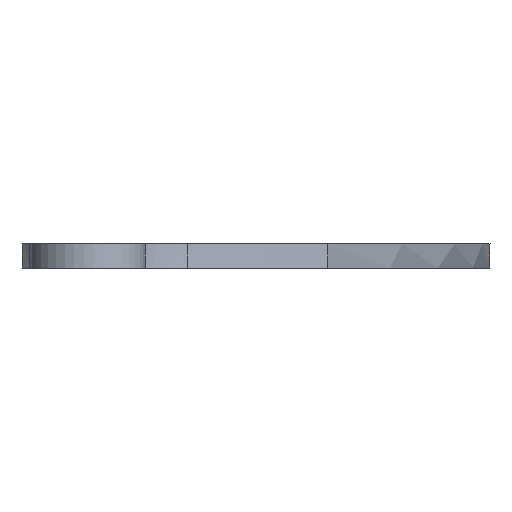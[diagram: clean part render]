
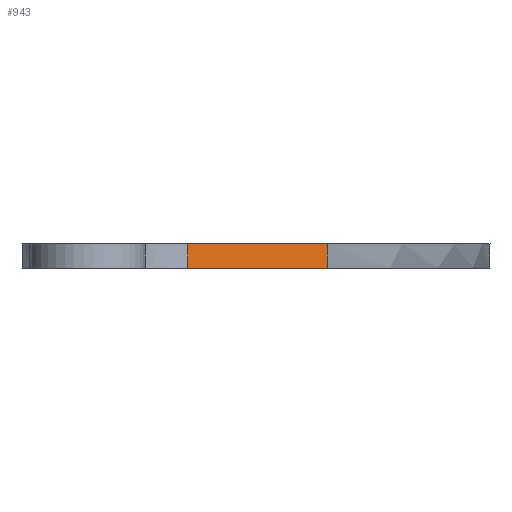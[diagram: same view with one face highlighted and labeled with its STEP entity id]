
A CAD part, left-side view. The second image highlights one B-rep face of the part: STEP entity #943.
In plain terms, the highlighted free-form (B-spline) face has degree [3, 1] with [12, 2] control points.
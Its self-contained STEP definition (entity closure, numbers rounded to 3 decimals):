
#31=B_SPLINE_SURFACE_WITH_KNOTS('',3,1,((#3279,#3280),(#3281,#3282),(#3283,
#3284),(#3285,#3286),(#3287,#3288),(#3289,#3290),(#3291,#3292),(#3293,#3294),
(#3295,#3296),(#3297,#3298),(#3299,#3300),(#3301,#3302)),.UNSPECIFIED.,
 .F.,.F.,.F.,(4,1,1,1,1,1,1,1,1,4),(2,2),(0.,1.917,3.834,
7.667,11.334,15.,16.212,17.423,
18.325,19.227),(0.,1.081),.UNSPECIFIED.);
#98=B_SPLINE_CURVE_WITH_KNOTS('',3,(#1965,#1966,#1967,#1968,#1969,#1970),
 .UNSPECIFIED.,.F.,.F.,(4,1,1,4),(-12.523,-12.416,-11.488,
-9.311),.UNSPECIFIED.);
#110=B_SPLINE_CURVE_WITH_KNOTS('',3,(#2886,#2887,#2888,#2889,#2890,#2891),
 .UNSPECIFIED.,.F.,.F.,(4,1,1,4),(-8.626,-5.158,-3.679,
-3.508),.UNSPECIFIED.);
#158=FACE_OUTER_BOUND('',#222,.T.);
#222=EDGE_LOOP('',(#860,#861,#862,#863));
#269=LINE('',#3063,#336);
#277=LINE('',#3162,#344);
#336=VECTOR('',#1115,10.);
#344=VECTOR('',#1125,10.);
#400=VERTEX_POINT('',#1550);
#415=VERTEX_POINT('',#1849);
#446=VERTEX_POINT('',#2869);
#447=VERTEX_POINT('',#2885);
#510=EDGE_CURVE('',#400,#415,#98,.T.);
#552=EDGE_CURVE('',#447,#446,#110,.T.);
#583=EDGE_CURVE('',#446,#400,#269,.T.);
#591=EDGE_CURVE('',#415,#447,#277,.T.);
#860=ORIENTED_EDGE('',*,*,#583,.T.);
#861=ORIENTED_EDGE('',*,*,#510,.T.);
#862=ORIENTED_EDGE('',*,*,#591,.T.);
#863=ORIENTED_EDGE('',*,*,#552,.T.);
#943=ADVANCED_FACE('',(#158),#31,.T.);
#1115=DIRECTION('',(0.,0.,-1.));
#1125=DIRECTION('',(0.,0.,1.));
#1550=CARTESIAN_POINT('',(70.883,92.557,0.));
#1849=CARTESIAN_POINT('',(92.086,56.255,0.));
#1965=CARTESIAN_POINT('Ctrl Pts',(70.883,92.557,0.));
#1966=CARTESIAN_POINT('Ctrl Pts',(71.152,92.108,0.));
#1967=CARTESIAN_POINT('Ctrl Pts',(73.68,87.791,0.));
#1968=CARTESIAN_POINT('Ctrl Pts',(79.978,76.243,0.));
#1969=CARTESIAN_POINT('Ctrl Pts',(86.364,63.8,0.));
#1970=CARTESIAN_POINT('Ctrl Pts',(92.086,56.255,0.));
#2869=CARTESIAN_POINT('',(70.883,92.557,6.3));
#2885=CARTESIAN_POINT('',(92.086,56.255,6.3));
#2886=CARTESIAN_POINT('Ctrl Pts',(92.086,56.255,6.3));
#2887=CARTESIAN_POINT('Ctrl Pts',(86.364,63.8,6.3));
#2888=CARTESIAN_POINT('Ctrl Pts',(79.978,76.243,6.3));
#2889=CARTESIAN_POINT('Ctrl Pts',(73.68,87.791,6.3));
#2890=CARTESIAN_POINT('Ctrl Pts',(71.152,92.108,6.3));
#2891=CARTESIAN_POINT('Ctrl Pts',(70.883,92.557,6.3));
#3063=CARTESIAN_POINT('',(70.883,92.557,6.3));
#3162=CARTESIAN_POINT('',(92.086,56.255,6.3));
#3279=CARTESIAN_POINT('Ctrl Pts',(199.023,2.631,7.656));
#3280=CARTESIAN_POINT('Ctrl Pts',(199.023,2.631,-3.159));
#3281=CARTESIAN_POINT('Ctrl Pts',(193.159,1.671,7.656));
#3282=CARTESIAN_POINT('Ctrl Pts',(193.159,1.671,-3.159));
#3283=CARTESIAN_POINT('Ctrl Pts',(179.917,6.799,7.656));
#3284=CARTESIAN_POINT('Ctrl Pts',(179.917,6.799,-3.159));
#3285=CARTESIAN_POINT('Ctrl Pts',(156.362,14.75,7.656));
#3286=CARTESIAN_POINT('Ctrl Pts',(156.362,14.75,-3.159));
#3287=CARTESIAN_POINT('Ctrl Pts',(128.403,29.484,7.656));
#3288=CARTESIAN_POINT('Ctrl Pts',(128.403,29.484,-3.159));
#3289=CARTESIAN_POINT('Ctrl Pts',(94.807,47.192,7.656));
#3290=CARTESIAN_POINT('Ctrl Pts',(94.807,47.192,-3.159));
#3291=CARTESIAN_POINT('Ctrl Pts',(81.216,73.973,7.656));
#3292=CARTESIAN_POINT('Ctrl Pts',(81.216,73.973,-3.159));
#3293=CARTESIAN_POINT('Ctrl Pts',(72.072,90.739,7.656));
#3294=CARTESIAN_POINT('Ctrl Pts',(72.072,90.739,-3.159));
#3295=CARTESIAN_POINT('Ctrl Pts',(64.89,102.508,7.656));
#3296=CARTESIAN_POINT('Ctrl Pts',(64.89,102.508,-3.159));
#3297=CARTESIAN_POINT('Ctrl Pts',(55.439,97.45,7.656));
#3298=CARTESIAN_POINT('Ctrl Pts',(55.439,97.45,-3.159));
#3299=CARTESIAN_POINT('Ctrl Pts',(49.242,95.426,7.656));
#3300=CARTESIAN_POINT('Ctrl Pts',(49.242,95.426,-3.159));
#3301=CARTESIAN_POINT('Ctrl Pts',(47.018,93.894,7.656));
#3302=CARTESIAN_POINT('Ctrl Pts',(47.018,93.894,-3.159));
